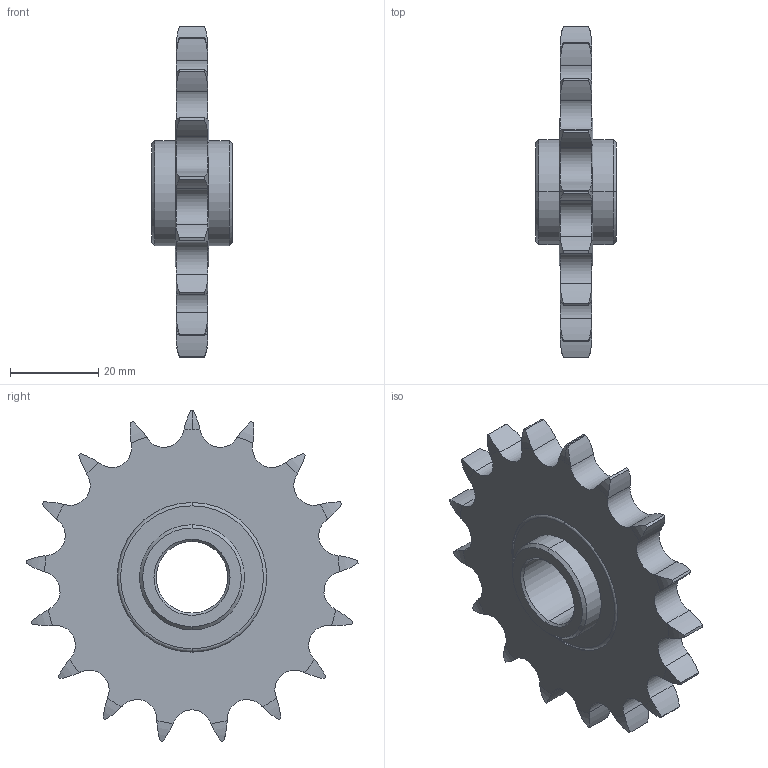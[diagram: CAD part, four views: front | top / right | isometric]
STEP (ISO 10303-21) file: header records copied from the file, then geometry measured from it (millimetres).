
FILE_DESCRIPTION(('starvars output'),'2;1');
FILE_NAME('cv20180403210326000049440.stp','21:03:26 2018/04/03',( 'Thomas Industrial Network Germany GmbH'),( 'Thomas Industrial Network Germany GmbH'),'unknown preprocess','ACIS' ,'unknown authorization');
FILE_SCHEMA(('AUTOMOTIVE_DESIGN_CC2 {UNKNOWN IMPLEMENTATION LEVEL}'));
Length unit declared in the file: millimetre
Products named in the file (1): PRODUCT_ID_1
Bounding box: 18.29 x 75.17 x 74.85 mm (x, y, z)
Volume: 25139.4 mm3; surface area: 10592.7 mm2
Topology: 1 solids, 1 shells, 133 faces, 367 edges, 240 vertices
Faces by surface type: cylinder 79, torus 40, cone 8, plane 6
Entity records: 4966 total; most frequent: CARTESIAN_POINT 934, ORIENTED_EDGE 734, DIRECTION 485, EDGE_CURVE 367, VERTEX_POINT 240, AXIS2_PLACEMENT_3D 199, EDGE_LOOP 139, FACE_BOUND 139
